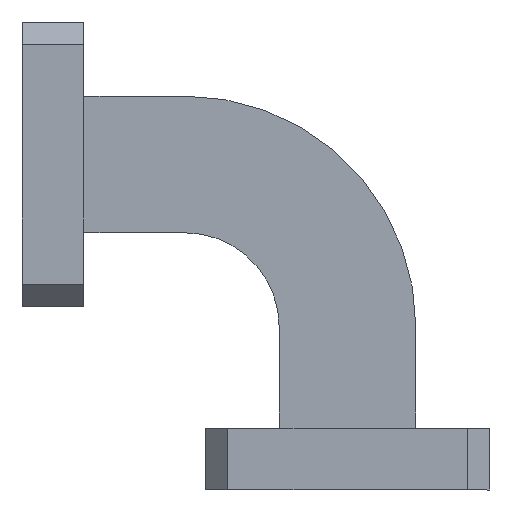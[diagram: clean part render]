
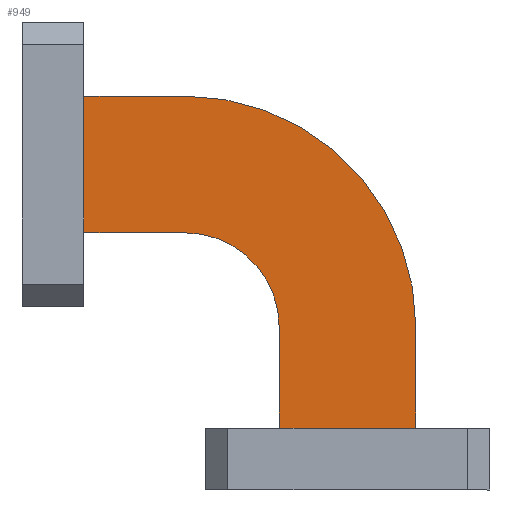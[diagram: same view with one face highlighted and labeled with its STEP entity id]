
A CAD part, front view. The second image highlights one B-rep face of the part: STEP entity #949.
In plain terms, the highlighted planar face has unit normal (0, -1, 0).
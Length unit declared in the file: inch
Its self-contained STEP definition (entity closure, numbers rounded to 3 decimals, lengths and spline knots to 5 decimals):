
#21 = EDGE_CURVE ( 'NONE', #32, #482, #1585, .T. ) ;
#29 = DIRECTION ( 'NONE',  ( 0., 0., 1. ) ) ;
#32 = VERTEX_POINT ( 'NONE', #824 ) ;
#39 = VECTOR ( 'NONE', #608, 39.37008 ) ;
#60 = VERTEX_POINT ( 'NONE', #1411 ) ;
#94 = CIRCLE ( 'NONE', #912, 0.71 ) ;
#103 = CARTESIAN_POINT ( 'NONE',  ( 0.79, -0.125, -0.81 ) ) ;
#122 = VERTEX_POINT ( 'NONE', #422 ) ;
#160 = ORIENTED_EDGE ( 'NONE', *, *, #1524, .T. ) ;
#177 = EDGE_CURVE ( 'NONE', #1645, #482, #508, .T. ) ;
#193 = CARTESIAN_POINT ( 'NONE',  ( 0.19, -0.125, 0.21 ) ) ;
#210 = CIRCLE ( 'NONE', #1430, 0.29 ) ;
#228 = DIRECTION ( 'NONE',  ( 0., 0., 1. ) ) ;
#314 = CARTESIAN_POINT ( 'NONE',  ( 0.5, -0.125, -0.5 ) ) ;
#343 = FACE_OUTER_BOUND ( 'NONE', #1130, .T. ) ;
#353 = CARTESIAN_POINT ( 'NONE',  ( 0.19, -0.125, -0.21 ) ) ;
#377 = ORIENTED_EDGE ( 'NONE', *, *, #21, .F. ) ;
#413 = ORIENTED_EDGE ( 'NONE', *, *, #177, .T. ) ;
#422 = CARTESIAN_POINT ( 'NONE',  ( 0.5, -0.125, 0.21 ) ) ;
#436 = PLANE ( 'NONE',  #959 ) ;
#440 = DIRECTION ( 'NONE',  ( -1., 0., 0. ) ) ;
#482 = VERTEX_POINT ( 'NONE', #353 ) ;
#508 = LINE ( 'NONE', #916, #39 ) ;
#518 = CARTESIAN_POINT ( 'NONE',  ( 0.5, -0.125, 0.21 ) ) ;
#524 = LINE ( 'NONE', #1480, #658 ) ;
#532 = DIRECTION ( 'NONE',  ( 1., 0., 0. ) ) ;
#548 = VERTEX_POINT ( 'NONE', #1233 ) ;
#605 = VECTOR ( 'NONE', #1343, 39.37008 ) ;
#608 = DIRECTION ( 'NONE',  ( 0., 0., -1. ) ) ;
#621 = DIRECTION ( 'NONE',  ( 0., 1., 0. ) ) ;
#658 = VECTOR ( 'NONE', #1623, 39.37008 ) ;
#684 = CARTESIAN_POINT ( 'NONE',  ( 0.5, -0.125, -0.21 ) ) ;
#743 = DIRECTION ( 'NONE',  ( 0., 0., -1. ) ) ;
#747 = VERTEX_POINT ( 'NONE', #103 ) ;
#749 = EDGE_CURVE ( 'NONE', #747, #548, #998, .T. ) ;
#757 = LINE ( 'NONE', #1266, #1254 ) ;
#759 = EDGE_CURVE ( 'NONE', #122, #60, #94, .T. ) ;
#804 = CARTESIAN_POINT ( 'NONE',  ( 0.5, -0.125, -0.5 ) ) ;
#824 = CARTESIAN_POINT ( 'NONE',  ( 0.5, -0.125, -0.21 ) ) ;
#826 = CARTESIAN_POINT ( 'NONE',  ( 0.5, -0.125, -0.81 ) ) ;
#868 = ORIENTED_EDGE ( 'NONE', *, *, #1416, .T. ) ;
#873 = DIRECTION ( 'NONE',  ( 0., 1., 0. ) ) ;
#912 = AXIS2_PLACEMENT_3D ( 'NONE', #804, #1230, #228 ) ;
#916 = CARTESIAN_POINT ( 'NONE',  ( 0.19, -0.125, -0.21 ) ) ;
#945 = ORIENTED_EDGE ( 'NONE', *, *, #749, .T. ) ;
#949 = ADVANCED_FACE ( 'NONE', ( #343 ), #436, .F. ) ;
#959 = AXIS2_PLACEMENT_3D ( 'NONE', #1693, #873, #29 ) ;
#962 = ORIENTED_EDGE ( 'NONE', *, *, #1673, .T. ) ;
#998 = LINE ( 'NONE', #826, #1521 ) ;
#1056 = CARTESIAN_POINT ( 'NONE',  ( 0.79, -0.125, -0.5 ) ) ;
#1085 = VERTEX_POINT ( 'NONE', #1056 ) ;
#1130 = EDGE_LOOP ( 'NONE', ( #868, #945, #1469, #1537, #962, #413, #377, #160 ) ) ;
#1226 = VECTOR ( 'NONE', #440, 39.37008 ) ;
#1230 = DIRECTION ( 'NONE',  ( 0., 1., 0. ) ) ;
#1233 = CARTESIAN_POINT ( 'NONE',  ( 1.21, -0.125, -0.81 ) ) ;
#1254 = VECTOR ( 'NONE', #743, 39.37008 ) ;
#1266 = CARTESIAN_POINT ( 'NONE',  ( 0.79, -0.125, -0.5 ) ) ;
#1299 = LINE ( 'NONE', #518, #605 ) ;
#1316 = DIRECTION ( 'NONE',  ( 0., 0., 1. ) ) ;
#1343 = DIRECTION ( 'NONE',  ( -1., 0., 0. ) ) ;
#1411 = CARTESIAN_POINT ( 'NONE',  ( 1.21, -0.125, -0.5 ) ) ;
#1416 = EDGE_CURVE ( 'NONE', #1085, #747, #757, .T. ) ;
#1430 = AXIS2_PLACEMENT_3D ( 'NONE', #314, #621, #1316 ) ;
#1469 = ORIENTED_EDGE ( 'NONE', *, *, #1723, .F. ) ;
#1480 = CARTESIAN_POINT ( 'NONE',  ( 1.21, -0.125, -0.5 ) ) ;
#1521 = VECTOR ( 'NONE', #532, 39.37008 ) ;
#1524 = EDGE_CURVE ( 'NONE', #32, #1085, #210, .T. ) ;
#1537 = ORIENTED_EDGE ( 'NONE', *, *, #759, .F. ) ;
#1585 = LINE ( 'NONE', #684, #1226 ) ;
#1623 = DIRECTION ( 'NONE',  ( 0., 0., -1. ) ) ;
#1645 = VERTEX_POINT ( 'NONE', #193 ) ;
#1673 = EDGE_CURVE ( 'NONE', #122, #1645, #1299, .T. ) ;
#1693 = CARTESIAN_POINT ( 'NONE',  ( 0.5, -0.125, -0.21 ) ) ;
#1723 = EDGE_CURVE ( 'NONE', #60, #548, #524, .T. ) ;
